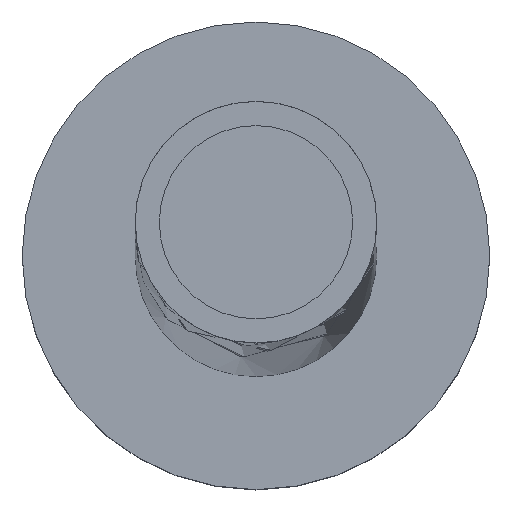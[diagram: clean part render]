
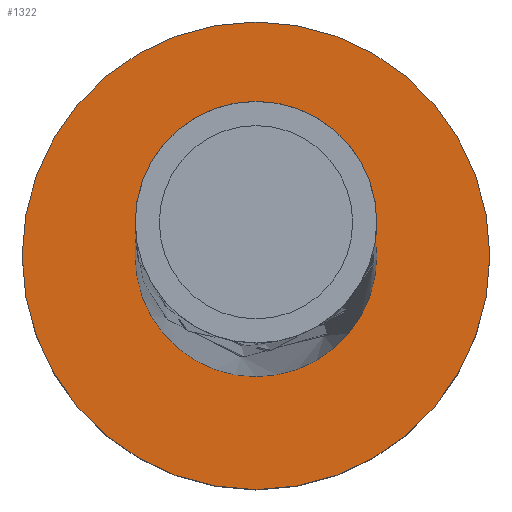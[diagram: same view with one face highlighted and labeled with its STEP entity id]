
A CAD part, top view. The second image highlights one B-rep face of the part: STEP entity #1322.
In plain terms, the highlighted planar face has unit normal (0, 0, 1).
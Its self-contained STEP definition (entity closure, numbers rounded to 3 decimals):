
#65 = PLANE ( 'NONE',  #661 ) ;
#98 = DIRECTION ( 'NONE',  ( 1., 0., 0. ) ) ;
#198 = CARTESIAN_POINT ( 'NONE',  ( -6., 0., 5. ) ) ;
#209 = VERTEX_POINT ( 'NONE', #302 ) ;
#225 = FACE_OUTER_BOUND ( 'NONE', #1942, .T. ) ;
#238 = FACE_BOUND ( 'NONE', #1017, .T. ) ;
#278 = AXIS2_PLACEMENT_3D ( 'NONE', #1921, #1631, #98 ) ;
#292 = DIRECTION ( 'NONE',  ( 1., 0., 0. ) ) ;
#302 = CARTESIAN_POINT ( 'NONE',  ( -3.1, 0., 5. ) ) ;
#330 = EDGE_CURVE ( 'NONE', #693, #209, #1886, .T. ) ;
#332 = CARTESIAN_POINT ( 'NONE',  ( 0., 0., 5. ) ) ;
#432 = AXIS2_PLACEMENT_3D ( 'NONE', #1219, #469, #1701 ) ;
#457 = DIRECTION ( 'NONE',  ( 0., 0., 1. ) ) ;
#469 = DIRECTION ( 'NONE',  ( 0., 0., 1. ) ) ;
#588 = VERTEX_POINT ( 'NONE', #198 ) ;
#661 = AXIS2_PLACEMENT_3D ( 'NONE', #1148, #1616, #1106 ) ;
#693 = VERTEX_POINT ( 'NONE', #849 ) ;
#836 = EDGE_CURVE ( 'NONE', #209, #693, #859, .T. ) ;
#849 = CARTESIAN_POINT ( 'NONE',  ( 3.1, 0., 5. ) ) ;
#859 = CIRCLE ( 'NONE', #432, 3.1 ) ;
#882 = CIRCLE ( 'NONE', #1009, 6. ) ;
#889 = EDGE_CURVE ( 'NONE', #588, #1133, #882, .T. ) ;
#920 = DIRECTION ( 'NONE',  ( 1., 0., 0. ) ) ;
#1009 = AXIS2_PLACEMENT_3D ( 'NONE', #332, #457, #920 ) ;
#1011 = ORIENTED_EDGE ( 'NONE', *, *, #330, .F. ) ;
#1017 = EDGE_LOOP ( 'NONE', ( #1612, #1011 ) ) ;
#1044 = CARTESIAN_POINT ( 'NONE',  ( 0., 0., 5. ) ) ;
#1106 = DIRECTION ( 'NONE',  ( 1., 0., 0. ) ) ;
#1133 = VERTEX_POINT ( 'NONE', #1283 ) ;
#1148 = CARTESIAN_POINT ( 'NONE',  ( 0., 0., 5. ) ) ;
#1158 = ORIENTED_EDGE ( 'NONE', *, *, #1970, .T. ) ;
#1219 = CARTESIAN_POINT ( 'NONE',  ( 0., 0., 5. ) ) ;
#1283 = CARTESIAN_POINT ( 'NONE',  ( 6., 0., 5. ) ) ;
#1322 = ADVANCED_FACE ( 'NONE', ( #238, #225 ), #65, .T. ) ;
#1323 = CIRCLE ( 'NONE', #278, 6. ) ;
#1540 = AXIS2_PLACEMENT_3D ( 'NONE', #1044, #1664, #292 ) ;
#1612 = ORIENTED_EDGE ( 'NONE', *, *, #836, .F. ) ;
#1616 = DIRECTION ( 'NONE',  ( 0., 0., 1. ) ) ;
#1631 = DIRECTION ( 'NONE',  ( 0., 0., 1. ) ) ;
#1664 = DIRECTION ( 'NONE',  ( 0., 0., 1. ) ) ;
#1701 = DIRECTION ( 'NONE',  ( 1., 0., 0. ) ) ;
#1771 = ORIENTED_EDGE ( 'NONE', *, *, #889, .T. ) ;
#1886 = CIRCLE ( 'NONE', #1540, 3.1 ) ;
#1921 = CARTESIAN_POINT ( 'NONE',  ( 0., 0., 5. ) ) ;
#1942 = EDGE_LOOP ( 'NONE', ( #1771, #1158 ) ) ;
#1970 = EDGE_CURVE ( 'NONE', #1133, #588, #1323, .T. ) ;
